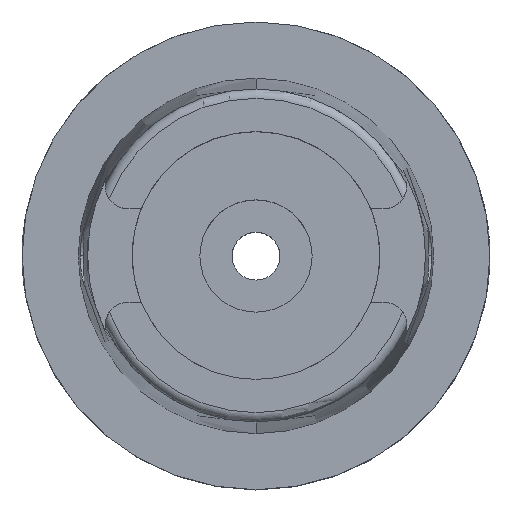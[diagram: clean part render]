
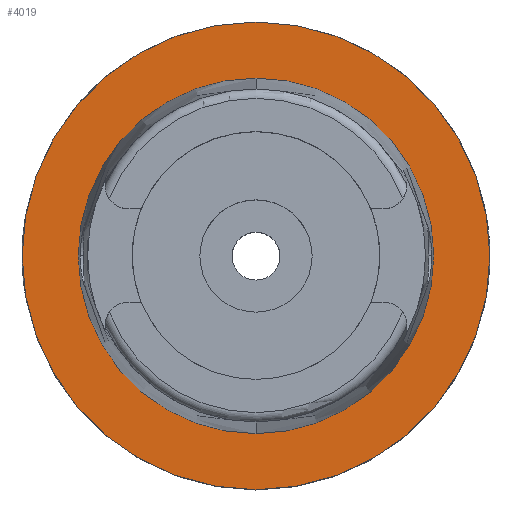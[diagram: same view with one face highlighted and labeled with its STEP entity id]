
A CAD part, top view. The second image highlights one B-rep face of the part: STEP entity #4019.
In plain terms, the highlighted planar face has unit normal (0, 0, 1).
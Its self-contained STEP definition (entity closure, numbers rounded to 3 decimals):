
#1942=CARTESIAN_POINT('',(0.,0.,0.));
#1943=DIRECTION('',(0.,0.,-1.));
#1944=DIRECTION('',(0.,-1.,0.));
#1945=AXIS2_PLACEMENT_3D('',#1942,#1943,#1944);
#1950=CARTESIAN_POINT('',(0.,0.,0.));
#1951=DIRECTION('',(0.,0.,-1.));
#1952=DIRECTION('',(0.,1.,0.));
#1953=AXIS2_PLACEMENT_3D('',#1950,#1951,#1952);
#1958=CARTESIAN_POINT('',(0.,0.,0.));
#1959=DIRECTION('',(0.,0.,1.));
#1960=DIRECTION('',(0.,-1.,0.));
#1961=AXIS2_PLACEMENT_3D('',#1958,#1959,#1960);
#1966=CARTESIAN_POINT('',(0.,0.,0.));
#1967=DIRECTION('',(0.,0.,1.));
#1968=DIRECTION('',(0.,1.,0.));
#1969=AXIS2_PLACEMENT_3D('',#1966,#1967,#1968);
#2319=CARTESIAN_POINT('',(0.,-38.,0.));
#2320=VERTEX_POINT('',#2319);
#2321=CARTESIAN_POINT('',(0.,38.,0.));
#2322=VERTEX_POINT('',#2321);
#2577=CARTESIAN_POINT('',(0.,50.,0.));
#2578=VERTEX_POINT('',#2577);
#2579=CARTESIAN_POINT('',(0.,-50.,0.));
#2580=VERTEX_POINT('',#2579);
#4006=CARTESIAN_POINT('',(0.,0.,0.));
#4007=DIRECTION('',(0.,0.,1.));
#4008=DIRECTION('',(0.,1.,0.));
#4009=AXIS2_PLACEMENT_3D('',#4006,#4007,#4008);
#4010=PLANE('',#4009);
#4011=ORIENTED_EDGE('',*,*,#3771,.T.);
#4012=ORIENTED_EDGE('',*,*,#3880,.T.);
#4013=EDGE_LOOP('',(#4011,#4012));
#4014=FACE_OUTER_BOUND('',#4013,.F.);
#4015=ORIENTED_EDGE('',*,*,#2766,.T.);
#4016=ORIENTED_EDGE('',*,*,#2737,.T.);
#4017=EDGE_LOOP('',(#4015,#4016));
#4018=FACE_BOUND('',#4017,.F.);
#1946=CIRCLE('',#1945,50.);
#1954=CIRCLE('',#1953,50.);
#1962=CIRCLE('',#1961,38.);
#1970=CIRCLE('',#1969,38.);
#2737=EDGE_CURVE('',#2322,#2320,#1970,.T.);
#2766=EDGE_CURVE('',#2320,#2322,#1962,.T.);
#3771=EDGE_CURVE('',#2580,#2578,#1946,.T.);
#3880=EDGE_CURVE('',#2578,#2580,#1954,.T.);
#4019=ADVANCED_FACE('',(#4014,#4018),#4010,.T.);
